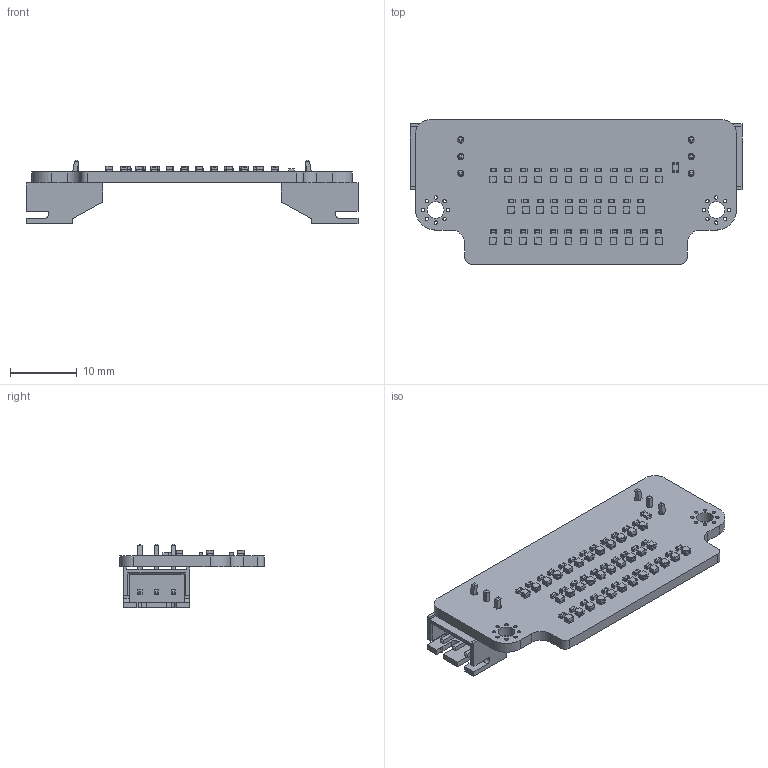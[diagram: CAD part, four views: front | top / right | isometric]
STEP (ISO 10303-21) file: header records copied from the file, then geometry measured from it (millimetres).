
FILE_DESCRIPTION(('KiCad electronic assembly'),'2;1');
FILE_NAME('head_logic_display.step','2024-10-14T00:12:56',('Pcbnew'),( 'Kicad'),'Open CASCADE STEP processor 7.8','KiCad to STEP converter' ,'Unknown');
FILE_SCHEMA(('AUTOMOTIVE_DESIGN { 1 0 10303 214 1 1 1 1 }'));
Length unit declared in the file: millimetre
Products named in the file (10): head_logic_display 1; LED-SMD_4P-L1.0-W1.0-TL_XL-1010RGBC-WS2812B; C_0402_1005Metric; R_0603_1608Metric; JST_XH_S3B-XH-A-1_1x03_P2.50mm_Horizontal; JST_S3B_XH_A_1; head_logic_display_PCB
Assembly tree (76 placements, depth 3):
  head_logic_display 1
    LED-SMD_4P-L1.0-W1.0-TL_XL-1010RGBC-WS2812B  x34
      LED-SMD_4P-L1.0-W1.0-TL_XL-1010RGBC-WS2812B
    C_0402_1005Metric  x34
      C_0402_1005Metric
    R_0603_1608Metric
      R_0603_1608Metric
    JST_XH_S3B-XH-A-1_1x03_P2.50mm_Horizontal  x2
      JST_S3B_XH_A_1
    head_logic_display_PCB
Bounding box: 49.7 x 21.59 x 9.5 mm (x, y, z)
Volume: 1996.5 mm3; surface area: 3833.5 mm2
Topology: 242 solids, 242 shells, 11800 faces, 31526 edges, 21004 vertices
Faces by surface type: plane 7456, bspline 3332, cylinder 1012
Full cylindrical faces by diameter (mm): 0.5 x16, 0.95 x6, 2.5 x2
Entity records: 21657 total; most frequent: CARTESIAN_POINT 4346, ORIENTED_EDGE 2914, DIRECTION 2455, EDGE_CURVE 1457, LINE 1101, VECTOR 1101, VERTEX_POINT 964, AXIS2_PLACEMENT_3D 677
